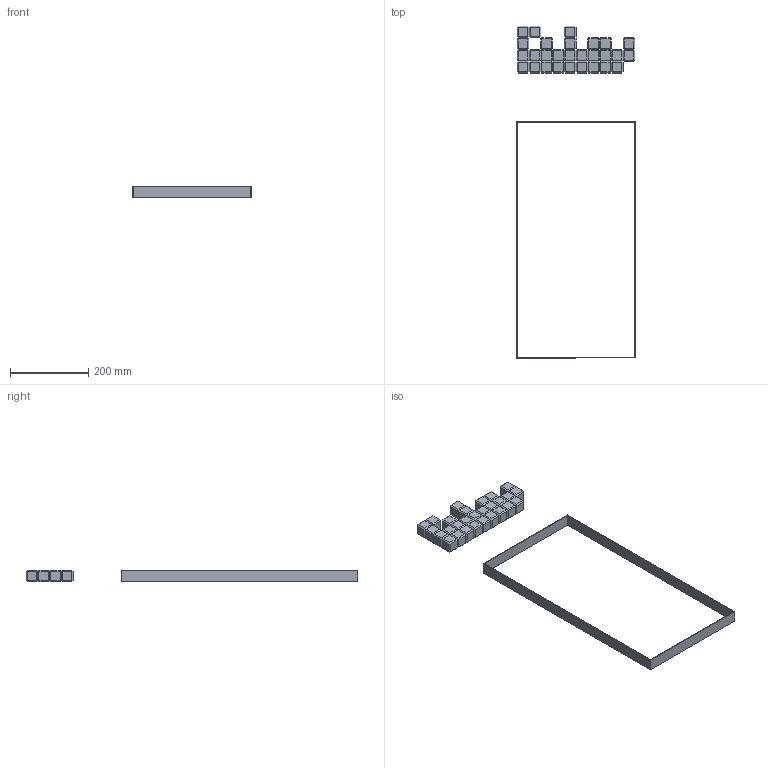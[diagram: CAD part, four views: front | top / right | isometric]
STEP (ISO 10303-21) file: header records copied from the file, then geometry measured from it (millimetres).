
FILE_DESCRIPTION(/* description */ (''),/* implementation_level */ '2;1');
FILE_NAME(/* name */ 'tetris (v4~recovered).step',/* time_stamp */ '2018-01-30T12:43:03+00:00',/* author */ ('margarida.ginguerra'),/* organization */ (''),/* preprocessor_version */ 'ST-DEVELOPER v16.13',/* originating_system */ 'Autodesk Translation Framework v6.5.0.72',/* authorisation */ '');
FILE_SCHEMA (('AUTOMOTIVE_DESIGN { 1 0 10303 214 3 1 1 }'));
Length unit declared in the file: millimetre
Products named in the file (29): tetris (v4~recovered); Component1; Component2; Component3; Component4; Component5; Component6; Component7; Component8; Component9; Component10; Component11; Component12; Component13; Component14; Component15; Component16; Component17; Component18; Component19; Component20; Component21; Component22; Component23; Component24; Component25; Component26; Component27; Component28
Assembly tree (28 placements, depth 2):
  tetris (v4~recovered)
    Component1
    Component2
    Component3
    Component4
    Component5
    Component6
    Component7
    Component8
    Component9
    Component10
    Component11
    Component12
    Component13
    Component14
    Component15
    Component16
    Component17
    Component18
    Component19
    Component20
    Component21
    Component22
    Component23
    Component24
    Component25
    Component26
    Component27
    Component28
Bounding box: 304 x 847 x 30 mm (x, y, z)
Volume: 823152 mm3; surface area: 248438.6 mm2
Topology: 29 solids, 29 shells, 738 faces, 1368 edges, 688 vertices
Faces by surface type: plane 738
Entity records: 17947 total; most frequent: DIRECTION 2958, CARTESIAN_POINT 2851, ORIENTED_EDGE 2736, LINE 1368, VECTOR 1368, EDGE_CURVE 1368, AXIS2_PLACEMENT_3D 795, EDGE_LOOP 740
